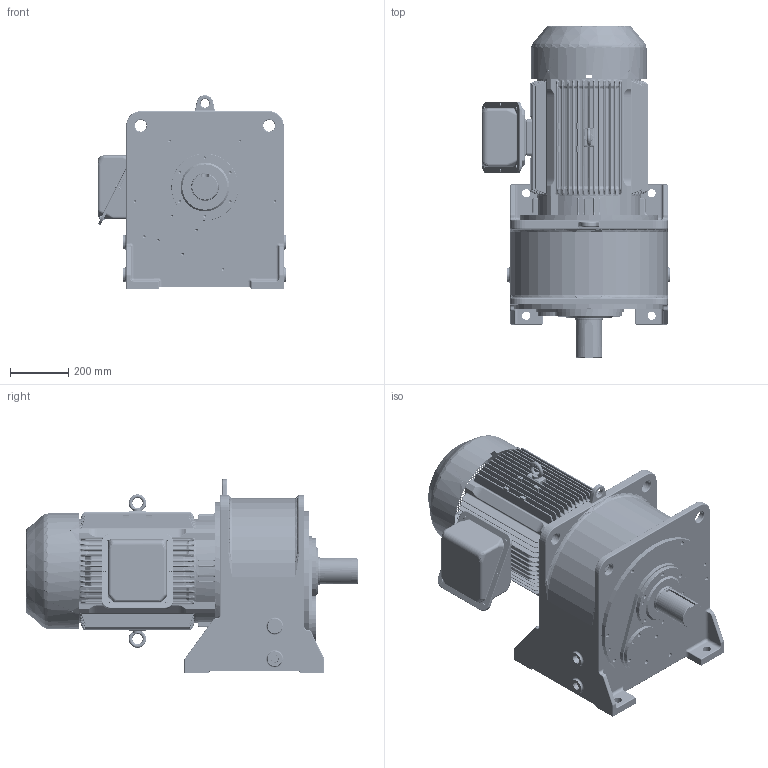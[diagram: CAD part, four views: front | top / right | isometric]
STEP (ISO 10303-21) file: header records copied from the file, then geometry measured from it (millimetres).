
FILE_DESCRIPTION(/* description */ ('Unknown'),/* implementation_level */ '2;1');
FILE_NAME(/* name */ 'EK2DO07206_FHM_37kW_R5_CUSTOMER',/* time_stamp */ '2019-06-24T08:47:48+09:00',/* author */ ('Unknown'),/* organization */ ('Unknown'),/* preprocessor_version */ 'ST-DEVELOPER v16.7',/* originating_system */ 'DEX',/* authorisation */ $);
FILE_SCHEMA (('AUTOMOTIVE_DESIGN {1 0 10303 214 3 1 1}'));
Products named in the file (25): EK2DO07206_FHM_37kW_R5_CUSTOMER; DKA0100007H001_DGKBS047_Casing_FHM_37KW_R5_KMJ_CUSTOMER; DKG1300003_DGKCS239_CUSTOMER; DKA0700008_DGKDS246; DKD0300010_DGKDS251; DKA0300015_DGKDS256; 4-4 FR.200L Round FRAME 4P_CUSTOMER; 1-2 FR.200L ROUND FRAME + 嬴檜t; ROUND FRAME; M16_¾ÆÀÌDÅtÇü¼¸Ò; 2-1 �ݺ��� �����+��켓+후드_볼트; 饶艽; M6x8_饶靛; 3-1 FR.200~225辨 繹っ; BOX; 陛蝶鰍_; COVER; M6x15_蘋夥9; M6x15_Ä«¹Ù¿ë-oa¼©Æ-; 200L FLANGE 4P_¼öÁ¤_CUSTOME –M
Assembly tree (28 placements, depth 4):
  EK2DO07206_FHM_37kW_R5_CUSTOMER
    DKA0100007H001_DGKBS047_Casing_FHM_37KW_R5_KMJ_CUSTOMER
    DKG1300003_DGKCS239_CUSTOMER
    DKA0700008_DGKDS246
    DKD0300010_DGKDS251
    DKA0300015_DGKDS256
    4-4 FR.200L Round FRAME 4P_CUSTOMER
      1-2 FR.200L ROUND FRAME + 嬴檜t
        ROUND FRAME
        M16_¾ÆÀÌDÅtÇü¼¸Ò  x2
      2-1 �ݺ��� �����+��켓+후드_볼트
        饶艽
        M6x8_饶靛  x4
      3-1 FR.200~225辨 繹っ
        BOX
        陛蝶鰍_
        COVER
        M6x15_蘋夥9
        M6x15_Ä«¹Ù¿ë-oa¼©Æ-
        M6x15_Ä«¹Ù¿ë-oa¼©Æ-
        M6x15_Ä«¹Ù¿ë-oa¼©Æ-
        M6x15_Ä«¹Ù¿ë-oa¼©Æ-
        M6x15_Ä«¹Ù¿ë-oa¼©Æ-
        陛蝶鰍_
    200L FLANGE 4P_¼öÁ¤_CUSTOME –M
Bounding box: 646.36 x 1137.75 x 664 mm (x, y, z)
Volume: 156974931.8 mm3; surface area: 5820189.5 mm2
Topology: 24 solids, 25 shells, 8645 faces, 23273 edges, 14683 vertices
Faces by surface type: cylinder 3660, plane 2956, bspline 1431, torus 310, cone 204, sphere 84
Full cylindrical faces by diameter (mm): 2.6 x4, 4 x4, 5 x6, 6 x10, 7 x12, 8 x6, 8.376 x4, 9 x1, 10 x2, 10.106 x46, 11 x4, 12 x4, 13 x2, 13.835 x14, 14 x20, 16 x2, 19 x6, 28 x4, 30 x3, 30.505 x1, 32 x2, 40 x4, 50 x4, 70 x1, 80 x1, 90 x1, 95 x1, 98 x2, 109 x1, 110 x1
Entity records: 289198 total; most frequent: CARTESIAN_POINT 76031, ORIENTED_EDGE 45342, DIRECTION 43618, EDGE_CURVE 22671, AXIS2_PLACEMENT_3D 15979, VERTEX_POINT 14476, LINE 11660, VECTOR 11660
